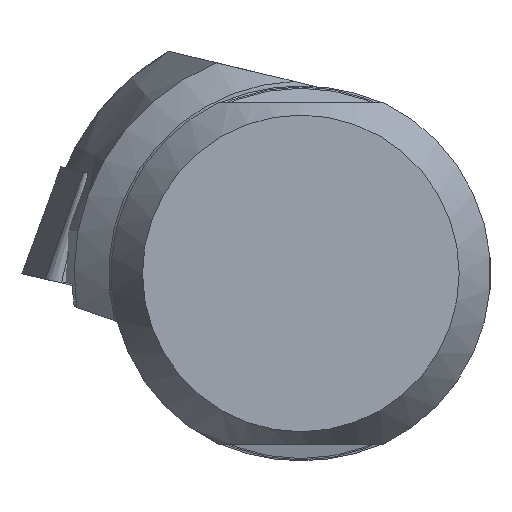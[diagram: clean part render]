
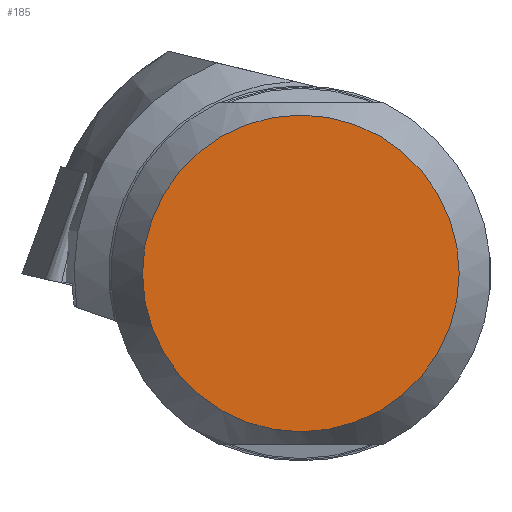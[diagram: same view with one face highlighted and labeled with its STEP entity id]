
A CAD part, left-side view. The second image highlights one B-rep face of the part: STEP entity #185.
In plain terms, the highlighted planar face has unit normal (-1, 0, 0).
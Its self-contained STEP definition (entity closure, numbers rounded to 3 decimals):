
#53=PLANE('',#692);
#85=FACE_OUTER_BOUND('',#282,.T.);
#185=ADVANCED_FACE('',(#85),#53,.T.);
#282=EDGE_LOOP('',(#390));
#390=ORIENTED_EDGE('',*,*,#561,.F.);
#499=VERTEX_POINT('',#958);
#561=EDGE_CURVE('',#499,#499,#636,.T.);
#636=CIRCLE('',#670,3.336);
#670=AXIS2_PLACEMENT_3D('',#957,#758,#759);
#692=AXIS2_PLACEMENT_3D('',#1140,#814,#815);
#758=DIRECTION('',(1.,0.,0.));
#759=DIRECTION('',(0.,0.,-1.));
#814=DIRECTION('',(-1.,0.,0.));
#815=DIRECTION('',(0.,0.,1.));
#957=CARTESIAN_POINT('',(-101.135,-5.915,0.));
#958=CARTESIAN_POINT('',(-101.135,-5.915,-3.337));
#1140=CARTESIAN_POINT('',(-101.135,-2.578,0.));
